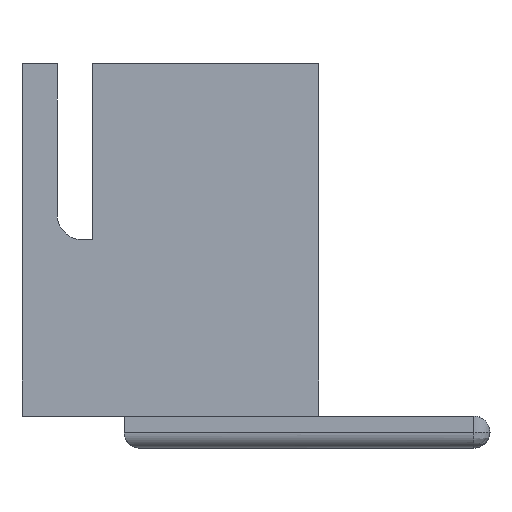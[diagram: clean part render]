
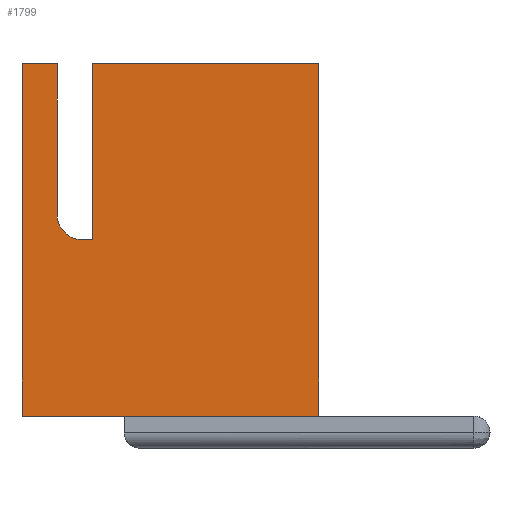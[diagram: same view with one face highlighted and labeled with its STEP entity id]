
A CAD part, left-side view. The second image highlights one B-rep face of the part: STEP entity #1799.
In plain terms, the highlighted planar face has unit normal (-1, 0, 0).
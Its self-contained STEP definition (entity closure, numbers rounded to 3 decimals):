
#13 = VERTEX_POINT ( 'NONE', #2573 ) ;
#38 = VECTOR ( 'NONE', #2217, 1000. ) ;
#45 = DIRECTION ( 'NONE',  ( 0., 0., 1. ) ) ;
#53 = VERTEX_POINT ( 'NONE', #1259 ) ;
#65 = EDGE_LOOP ( 'NONE', ( #2265, #1155, #383, #548, #2594, #1389, #2254, #305, #123 ) ) ;
#80 = VERTEX_POINT ( 'NONE', #3439 ) ;
#101 = FACE_OUTER_BOUND ( 'NONE', #65, .T. ) ;
#123 = ORIENTED_EDGE ( 'NONE', *, *, #969, .F. ) ;
#140 = AXIS2_PLACEMENT_3D ( 'NONE', #1714, #2459, #1188 ) ;
#254 = VECTOR ( 'NONE', #748, 1000. ) ;
#288 = DIRECTION ( 'NONE',  ( 0., 0., 1. ) ) ;
#305 = ORIENTED_EDGE ( 'NONE', *, *, #2189, .T. ) ;
#322 = LINE ( 'NONE', #2743, #1958 ) ;
#340 = DIRECTION ( 'NONE',  ( 0., 1., 0. ) ) ;
#383 = ORIENTED_EDGE ( 'NONE', *, *, #1955, .F. ) ;
#401 = CARTESIAN_POINT ( 'NONE',  ( -8.75, -2.95, 0. ) ) ;
#448 = CARTESIAN_POINT ( 'NONE',  ( -8.75, 2.25, 4. ) ) ;
#459 = VERTEX_POINT ( 'NONE', #1927 ) ;
#500 = LINE ( 'NONE', #2184, #1534 ) ;
#517 = CARTESIAN_POINT ( 'NONE',  ( -8.75, -2.95, 7. ) ) ;
#548 = ORIENTED_EDGE ( 'NONE', *, *, #2976, .T. ) ;
#748 = DIRECTION ( 'NONE',  ( 0., 0., -1. ) ) ;
#834 = EDGE_CURVE ( 'NONE', #1647, #53, #500, .T. ) ;
#850 = EDGE_CURVE ( 'NONE', #80, #459, #2391, .T. ) ;
#876 = DIRECTION ( 'NONE',  ( -1., 0., 0. ) ) ;
#914 = CARTESIAN_POINT ( 'NONE',  ( -8.75, 0., 0. ) ) ;
#916 = VECTOR ( 'NONE', #1729, 1000. ) ;
#941 = VECTOR ( 'NONE', #1308, 1000. ) ;
#969 = EDGE_CURVE ( 'NONE', #53, #2861, #1150, .T. ) ;
#970 = LINE ( 'NONE', #3152, #254 ) ;
#1092 = CARTESIAN_POINT ( 'NONE',  ( -8.75, 1.55, 7. ) ) ;
#1141 = EDGE_CURVE ( 'NONE', #3306, #1647, #2049, .T. ) ;
#1150 = LINE ( 'NONE', #2247, #916 ) ;
#1155 = ORIENTED_EDGE ( 'NONE', *, *, #1141, .F. ) ;
#1165 = EDGE_CURVE ( 'NONE', #3373, #1303, #2474, .T. ) ;
#1188 = DIRECTION ( 'NONE',  ( 0., 0., -1. ) ) ;
#1259 = CARTESIAN_POINT ( 'NONE',  ( -8.75, 1.55, 3.5 ) ) ;
#1303 = VERTEX_POINT ( 'NONE', #517 ) ;
#1308 = DIRECTION ( 'NONE',  ( 0., 1., 0. ) ) ;
#1377 = CARTESIAN_POINT ( 'NONE',  ( -8.75, 0., 7. ) ) ;
#1389 = ORIENTED_EDGE ( 'NONE', *, *, #2602, .F. ) ;
#1534 = VECTOR ( 'NONE', #2114, 1000. ) ;
#1647 = VERTEX_POINT ( 'NONE', #2422 ) ;
#1670 = CARTESIAN_POINT ( 'NONE',  ( -8.75, -2.95, 7. ) ) ;
#1714 = CARTESIAN_POINT ( 'NONE',  ( -8.75, -2.95, 7. ) ) ;
#1716 = LINE ( 'NONE', #914, #38 ) ;
#1729 = DIRECTION ( 'NONE',  ( 0., 0., 1. ) ) ;
#1799 = ADVANCED_FACE ( 'NONE', ( #101 ), #2512, .F. ) ;
#1817 = VECTOR ( 'NONE', #45, 1000. ) ;
#1927 = CARTESIAN_POINT ( 'NONE',  ( -8.75, 2.95, 7. ) ) ;
#1955 = EDGE_CURVE ( 'NONE', #13, #3306, #970, .T. ) ;
#1958 = VECTOR ( 'NONE', #340, 1000. ) ;
#2049 = CIRCLE ( 'NONE', #3380, 0.5 ) ;
#2114 = DIRECTION ( 'NONE',  ( 0., -1., 0. ) ) ;
#2184 = CARTESIAN_POINT ( 'NONE',  ( -8.75, -2.95, 3.5 ) ) ;
#2189 = EDGE_CURVE ( 'NONE', #1303, #2861, #3147, .T. ) ;
#2217 = DIRECTION ( 'NONE',  ( 0., 1., 0. ) ) ;
#2247 = CARTESIAN_POINT ( 'NONE',  ( -8.75, 1.55, 7. ) ) ;
#2254 = ORIENTED_EDGE ( 'NONE', *, *, #1165, .T. ) ;
#2265 = ORIENTED_EDGE ( 'NONE', *, *, #834, .F. ) ;
#2391 = LINE ( 'NONE', #2945, #2425 ) ;
#2422 = CARTESIAN_POINT ( 'NONE',  ( -8.75, 1.75, 3.5 ) ) ;
#2425 = VECTOR ( 'NONE', #288, 1000. ) ;
#2459 = DIRECTION ( 'NONE',  ( 1., 0., 0. ) ) ;
#2474 = LINE ( 'NONE', #1670, #1817 ) ;
#2493 = CARTESIAN_POINT ( 'NONE',  ( -8.75, 1.75, 4. ) ) ;
#2512 = PLANE ( 'NONE',  #140 ) ;
#2573 = CARTESIAN_POINT ( 'NONE',  ( -8.75, 2.25, 7. ) ) ;
#2594 = ORIENTED_EDGE ( 'NONE', *, *, #850, .F. ) ;
#2602 = EDGE_CURVE ( 'NONE', #3373, #80, #1716, .T. ) ;
#2743 = CARTESIAN_POINT ( 'NONE',  ( -8.75, 0., 7. ) ) ;
#2861 = VERTEX_POINT ( 'NONE', #1092 ) ;
#2945 = CARTESIAN_POINT ( 'NONE',  ( -8.75, 2.95, 7. ) ) ;
#2976 = EDGE_CURVE ( 'NONE', #13, #459, #322, .T. ) ;
#3147 = LINE ( 'NONE', #1377, #941 ) ;
#3152 = CARTESIAN_POINT ( 'NONE',  ( -8.75, 2.25, 7. ) ) ;
#3297 = DIRECTION ( 'NONE',  ( 0., 0., 1. ) ) ;
#3306 = VERTEX_POINT ( 'NONE', #448 ) ;
#3373 = VERTEX_POINT ( 'NONE', #401 ) ;
#3380 = AXIS2_PLACEMENT_3D ( 'NONE', #2493, #876, #3297 ) ;
#3439 = CARTESIAN_POINT ( 'NONE',  ( -8.75, 2.95, 0. ) ) ;
